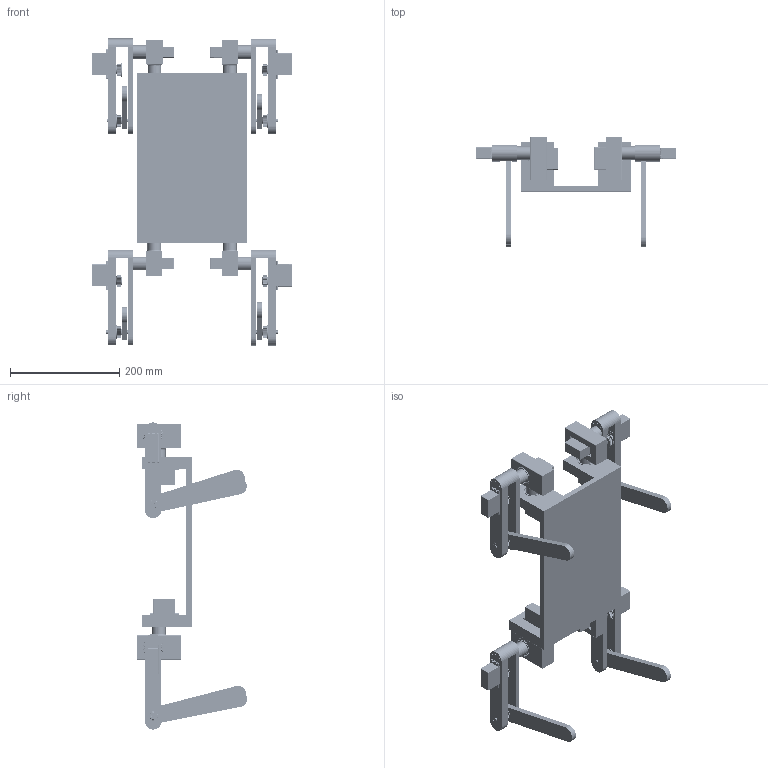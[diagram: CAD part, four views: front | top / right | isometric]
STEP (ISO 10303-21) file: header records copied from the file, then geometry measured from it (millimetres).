
FILE_DESCRIPTION((''),'2;1');
FILE_NAME('FINAL-BUILD_ASM','2023-07-10T23:00:22',('Lenovo'),(''),'CREO PARAMETRIC BY PTC INC, 2022073','CREO PARAMETRIC BY PTC INC, 2022073','');
FILE_SCHEMA(('CONFIG_CONTROL_DESIGN'));
Length unit declared in the file: millimetre
Products named in the file (18): MAIN-FRAME; SERVO; DISK_SERVO; SERVO_AND_DISK_ASM; BEARING_37MM; SHOULDER_1; INNER_FEMUR; OUTER-FEMUR; PULLEY; PULLEY_AND_SERVO_ASM; 17MM_BEARING; TIBIA_1; LEG-1_ASM; SHOULDER_2; LEG-4_ASM; LEG-3_ASM; LEG-2_ASM; FINAL-BUILD_ASM
Assembly tree (49 placements, depth 4):
  FINAL-BUILD_ASM
    MAIN-FRAME
    SERVO_AND_DISK_ASM  x4
      SERVO
      DISK_SERVO
    BEARING_37MM  x4
    LEG-1_ASM
      SHOULDER_1
      SERVO_AND_DISK_ASM
        SERVO
        DISK_SERVO
      BEARING_37MM
      INNER_FEMUR
      OUTER-FEMUR
      PULLEY_AND_SERVO_ASM
        SERVO
        PULLEY
      17MM_BEARING
      TIBIA_1
    LEG-4_ASM
      SHOULDER_2
      SERVO_AND_DISK_ASM
        SERVO
        DISK_SERVO
      BEARING_37MM
      INNER_FEMUR
      OUTER-FEMUR
      17MM_BEARING
      TIBIA_1
      PULLEY_AND_SERVO_ASM
        SERVO
        PULLEY
    LEG-3_ASM
      SHOULDER_2
      SERVO_AND_DISK_ASM
        SERVO
        DISK_SERVO
      BEARING_37MM
      INNER_FEMUR
      OUTER-FEMUR
      PULLEY_AND_SERVO_ASM
        SERVO
        PULLEY
      17MM_BEARING
      TIBIA_1
    LEG-2_ASM
      SHOULDER_1
      SERVO_AND_DISK_ASM
        SERVO
        DISK_SERVO
      BEARING_37MM
      INNER_FEMUR
      OUTER-FEMUR
      PULLEY_AND_SERVO_ASM
        SERVO
        PULLEY
      17MM_BEARING
      TIBIA_1
Bounding box: 367.5 x 201.69 x 561.6 mm (x, y, z)
Volume: 2515651.5 mm3; surface area: 639338 mm2
Topology: 297 solids, 297 shells, 6498 faces, 17636 edges, 10848 vertices
Faces by surface type: cylinder 2492, plane 2298, sphere 1144, torus 356, cone 144, bspline 64
Entity records: 39081 total; most frequent: CARTESIAN_POINT 7962, DIRECTION 7191, ORIENTED_EDGE 6100, EDGE_CURVE 3050, AXIS2_PLACEMENT_3D 2961, VERTEX_POINT 2047, CIRCLE 1698, EDGE_LOOP 1303
